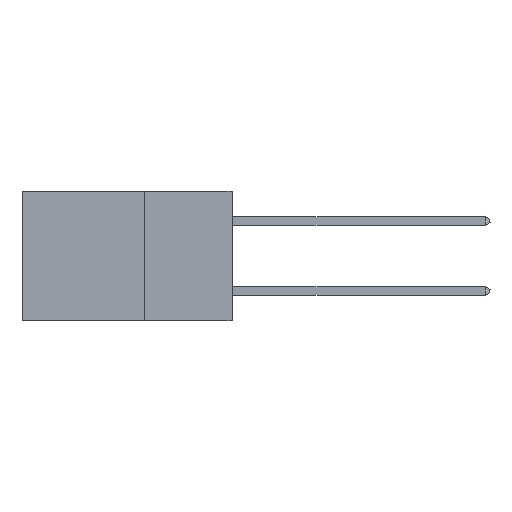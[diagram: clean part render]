
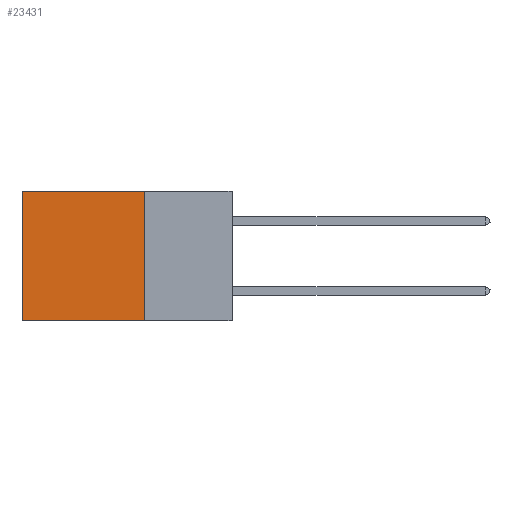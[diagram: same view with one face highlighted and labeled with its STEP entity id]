
A CAD part, left-side view. The second image highlights one B-rep face of the part: STEP entity #23431.
In plain terms, the highlighted planar face has unit normal (-1, 0, 0).
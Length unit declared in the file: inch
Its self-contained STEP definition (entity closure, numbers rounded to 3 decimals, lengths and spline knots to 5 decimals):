
#1369 = FACE_OUTER_BOUND ( 'NONE', #12776, .T. ) ;
#1973 = VERTEX_POINT ( 'NONE', #22160 ) ;
#3067 = CARTESIAN_POINT ( 'NONE',  ( 0.2875, 0.25, 0. ) ) ;
#4788 = CARTESIAN_POINT ( 'NONE',  ( 0.2875, 0.25, -0.37 ) ) ;
#4943 = VERTEX_POINT ( 'NONE', #22864 ) ;
#5391 = VERTEX_POINT ( 'NONE', #4788 ) ;
#5586 = DIRECTION ( 'NONE',  ( 0., 0., -1. ) ) ;
#6323 = CARTESIAN_POINT ( 'NONE',  ( 0.2875, 0.6, -0.37 ) ) ;
#7178 = CARTESIAN_POINT ( 'NONE',  ( 0.2875, 0.25, -0.37 ) ) ;
#7921 = ORIENTED_EDGE ( 'NONE', *, *, #18951, .F. ) ;
#8027 = PLANE ( 'NONE',  #27850 ) ;
#10926 = ORIENTED_EDGE ( 'NONE', *, *, #28732, .F. ) ;
#11170 = CARTESIAN_POINT ( 'NONE',  ( 0.2875, 0.25, 0. ) ) ;
#11684 = VECTOR ( 'NONE', #22651, 39.37008 ) ;
#11696 = VECTOR ( 'NONE', #25784, 39.37008 ) ;
#12502 = LINE ( 'NONE', #7178, #24626 ) ;
#12776 = EDGE_LOOP ( 'NONE', ( #24547, #10926, #7921, #22220 ) ) ;
#12958 = EDGE_CURVE ( 'NONE', #4943, #1973, #18549, .T. ) ;
#13985 = LINE ( 'NONE', #20238, #11684 ) ;
#17339 = DIRECTION ( 'NONE',  ( 0., 1., 0. ) ) ;
#18549 = LINE ( 'NONE', #11170, #31214 ) ;
#18951 = EDGE_CURVE ( 'NONE', #4943, #5391, #24580, .T. ) ;
#19554 = DIRECTION ( 'NONE',  ( 0., 1., 0. ) ) ;
#20238 = CARTESIAN_POINT ( 'NONE',  ( 0.2875, 0.6, 0. ) ) ;
#20356 = DIRECTION ( 'NONE',  ( 1., 0., 0. ) ) ;
#22160 = CARTESIAN_POINT ( 'NONE',  ( 0.2875, 0.6, 0. ) ) ;
#22220 = ORIENTED_EDGE ( 'NONE', *, *, #12958, .T. ) ;
#22651 = DIRECTION ( 'NONE',  ( 0., 0., -1. ) ) ;
#22864 = CARTESIAN_POINT ( 'NONE',  ( 0.2875, 0.25, 0. ) ) ;
#23397 = CARTESIAN_POINT ( 'NONE',  ( 0.2875, 0.25, 0. ) ) ;
#23431 = ADVANCED_FACE ( 'NONE', ( #1369 ), #8027, .F. ) ;
#24547 = ORIENTED_EDGE ( 'NONE', *, *, #29605, .T. ) ;
#24580 = LINE ( 'NONE', #23397, #11696 ) ;
#24626 = VECTOR ( 'NONE', #19554, 39.37008 ) ;
#25784 = DIRECTION ( 'NONE',  ( 0., 0., -1. ) ) ;
#26397 = VERTEX_POINT ( 'NONE', #6323 ) ;
#27850 = AXIS2_PLACEMENT_3D ( 'NONE', #3067, #20356, #5586 ) ;
#28732 = EDGE_CURVE ( 'NONE', #5391, #26397, #12502, .T. ) ;
#29605 = EDGE_CURVE ( 'NONE', #1973, #26397, #13985, .T. ) ;
#31214 = VECTOR ( 'NONE', #17339, 39.37008 ) ;
